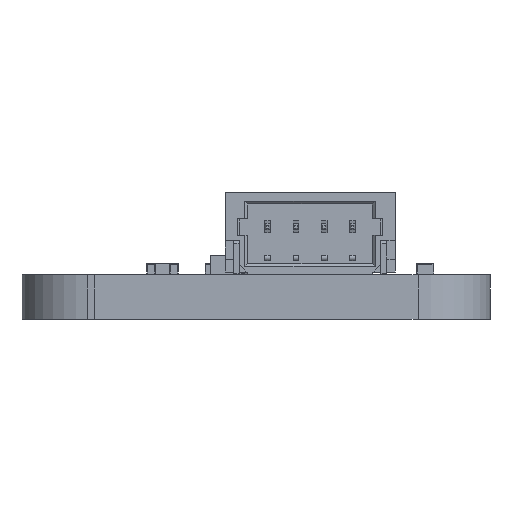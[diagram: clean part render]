
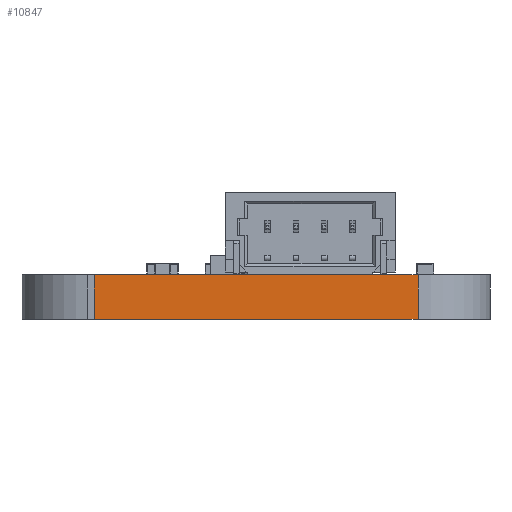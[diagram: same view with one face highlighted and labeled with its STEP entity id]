
A CAD part, left-side view. The second image highlights one B-rep face of the part: STEP entity #10847.
In plain terms, the highlighted planar face has unit normal (-1, 0, 0).
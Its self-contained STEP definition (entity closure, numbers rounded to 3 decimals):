
#612=PLANE('',#11667);
#1041=FACE_OUTER_BOUND('',#1638,.T.);
#1638=EDGE_LOOP('',(#7702,#7703,#7704,#7705));
#2323=LINE('',#15844,#3518);
#2324=LINE('',#15847,#3519);
#2325=LINE('',#15849,#3520);
#2326=LINE('',#15850,#3521);
#3518=VECTOR('',#12787,10.);
#3519=VECTOR('',#12790,10.);
#3520=VECTOR('',#12791,10.);
#3521=VECTOR('',#12792,10.);
#5051=VERTEX_POINT('',#15840);
#5052=VERTEX_POINT('',#15842);
#5053=VERTEX_POINT('',#15846);
#5054=VERTEX_POINT('',#15848);
#6099=EDGE_CURVE('',#5051,#5052,#2323,.T.);
#6100=EDGE_CURVE('',#5053,#5051,#2324,.T.);
#6101=EDGE_CURVE('',#5054,#5052,#2325,.T.);
#6102=EDGE_CURVE('',#5053,#5054,#2326,.T.);
#7702=ORIENTED_EDGE('',*,*,#6100,.T.);
#7703=ORIENTED_EDGE('',*,*,#6099,.T.);
#7704=ORIENTED_EDGE('',*,*,#6101,.F.);
#7705=ORIENTED_EDGE('',*,*,#6102,.F.);
#10847=ADVANCED_FACE('',(#1041),#612,.T.);
#11667=AXIS2_PLACEMENT_3D('',#15845,#12788,#12789);
#12787=DIRECTION('',(0.,0.,1.));
#12788=DIRECTION('center_axis',(-1.,0.,0.));
#12789=DIRECTION('ref_axis',(0.,-1.,0.));
#12790=DIRECTION('',(0.,-1.,0.));
#12791=DIRECTION('',(0.,-1.,0.));
#12792=DIRECTION('',(0.,0.,1.));
#15840=CARTESIAN_POINT('',(-10.16,1.27,0.));
#15842=CARTESIAN_POINT('',(-10.16,1.27,1.57));
#15844=CARTESIAN_POINT('',(-10.16,1.27,0.));
#15845=CARTESIAN_POINT('Origin',(-10.16,12.7,0.));
#15846=CARTESIAN_POINT('',(-10.16,12.7,0.));
#15847=CARTESIAN_POINT('',(-10.16,12.7,0.));
#15848=CARTESIAN_POINT('',(-10.16,12.7,1.57));
#15849=CARTESIAN_POINT('',(-10.16,12.7,1.57));
#15850=CARTESIAN_POINT('',(-10.16,12.7,0.));
